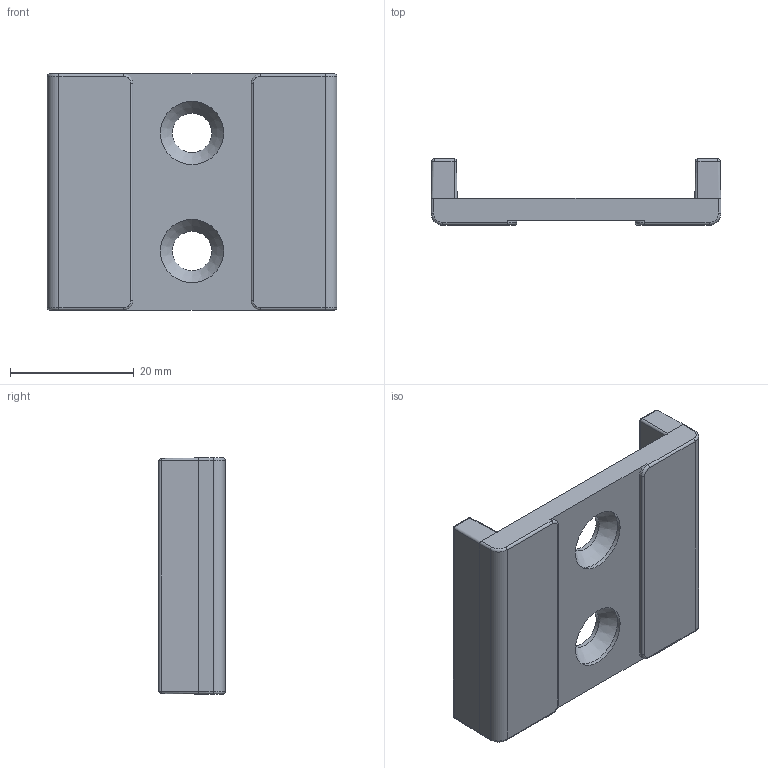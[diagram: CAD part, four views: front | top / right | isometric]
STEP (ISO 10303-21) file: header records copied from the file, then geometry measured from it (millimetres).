
FILE_DESCRIPTION (( 'STEP AP214' ), '1' );
FILE_NAME ('am-4631 1.5x1.5 Clamp Slider Block.STEP', '2021-09-15T21:46:43', ( '' ), ( '' ), 'SwSTEP 2.0', 'SolidWorks 2021', '' );
FILE_SCHEMA (( 'AUTOMOTIVE_DESIGN' ));
Length unit declared in the file: inch
Products named in the file (1): am-4631 1.5x1.5 Clamp Slider Block
Bounding box: 46.74 x 10.67 x 38.1 mm (x, y, z)
Volume: 6656.2 mm3; surface area: 6040.9 mm2
Topology: 1 solids, 1 shells, 228 faces, 564 edges, 348 vertices
Faces by surface type: cylinder 118, plane 76, sphere 16, bspline 8, torus 8, cone 2
Full cylindrical faces by diameter (mm): 6.35 x2, 10.213 x2
Entity records: 6886 total; most frequent: CARTESIAN_POINT 1479, DIRECTION 1164, ORIENTED_EDGE 1108, EDGE_CURVE 554, AXIS2_PLACEMENT_3D 429, VERTEX_POINT 344, VECTOR 306, LINE 306
